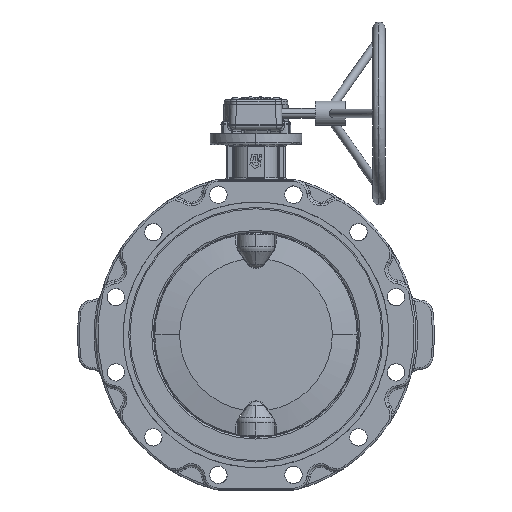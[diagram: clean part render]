
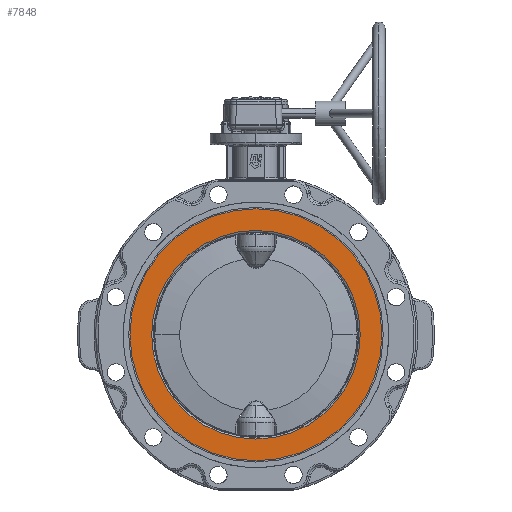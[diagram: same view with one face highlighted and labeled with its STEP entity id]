
A CAD part, left-side view. The second image highlights one B-rep face of the part: STEP entity #7848.
In plain terms, the highlighted planar face has unit normal (-1, 0, 0).
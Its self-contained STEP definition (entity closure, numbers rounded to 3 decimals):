
#5429=CARTESIAN_POINT('',(-46.1,-171.236,-0.));
#5430=VERTEX_POINT('',#5429);
#5437=CARTESIAN_POINT('',(-46.1,171.236,-0.));
#5438=VERTEX_POINT('',#5437);
#5439=CARTESIAN_POINT('',(-46.1,-0.,0.));
#5440=DIRECTION('',(1.,-0.,0.));
#5441=DIRECTION('',(-0.,-1.,0.));
#5442=AXIS2_PLACEMENT_3D('',#5439,#5440,#5441);
#5443=CIRCLE('',#5442,171.236);
#5444=EDGE_CURVE('',#5438,#5430,#5443,.T.);
#7738=CARTESIAN_POINT('',(-46.1,-206.9,0.));
#7739=VERTEX_POINT('',#7738);
#7746=CARTESIAN_POINT('',(-46.1,206.9,-0.));
#7747=VERTEX_POINT('',#7746);
#7748=CARTESIAN_POINT('',(-46.1,-0.,0.));
#7749=DIRECTION('',(1.,-0.,0.));
#7750=DIRECTION('',(-0.,-1.,0.));
#7751=AXIS2_PLACEMENT_3D('',#7748,#7749,#7750);
#7752=CIRCLE('',#7751,206.9);
#7753=EDGE_CURVE('',#7739,#7747,#7752,.T.);
#7823=CARTESIAN_POINT('',(-46.1,-189.068,0.));
#7824=DIRECTION('',(-1.,0.,-0.));
#7825=DIRECTION('',(-0.,-0.,-1.));
#7826=AXIS2_PLACEMENT_3D('',#7823,#7824,#7825);
#7827=PLANE('',#7826);
#7828=ORIENTED_EDGE('',*,*,#7753,.F.);
#7829=CARTESIAN_POINT('',(-46.1,-0.,0.));
#7830=DIRECTION('',(1.,-0.,0.));
#7831=DIRECTION('',(-0.,-1.,0.));
#7832=AXIS2_PLACEMENT_3D('',#7829,#7830,#7831);
#7833=CIRCLE('',#7832,206.9);
#7834=EDGE_CURVE('',#7747,#7739,#7833,.T.);
#7835=ORIENTED_EDGE('',*,*,#7834,.F.);
#7836=EDGE_LOOP('',(#7828,#7835));
#7837=FACE_BOUND('',#7836,.T.);
#7838=CARTESIAN_POINT('',(-46.1,-0.,0.));
#7839=DIRECTION('',(1.,-0.,0.));
#7840=DIRECTION('',(-0.,-1.,0.));
#7841=AXIS2_PLACEMENT_3D('',#7838,#7839,#7840);
#7842=CIRCLE('',#7841,171.236);
#7843=EDGE_CURVE('',#5430,#5438,#7842,.T.);
#7844=ORIENTED_EDGE('',*,*,#7843,.T.);
#7845=ORIENTED_EDGE('',*,*,#5444,.T.);
#7846=EDGE_LOOP('',(#7844,#7845));
#7847=FACE_BOUND('',#7846,.T.);
#7848=ADVANCED_FACE('',(#7837,#7847),#7827,.T.);
